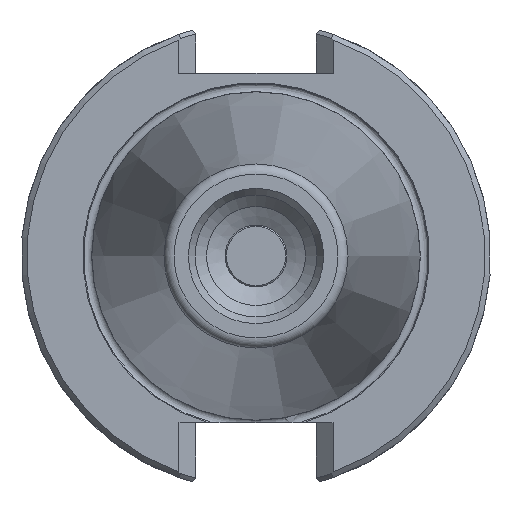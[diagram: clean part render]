
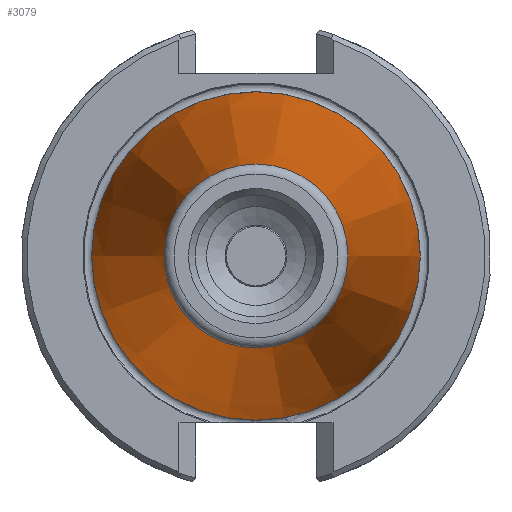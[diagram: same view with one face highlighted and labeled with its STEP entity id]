
A CAD part, left-side view. The second image highlights one B-rep face of the part: STEP entity #3079.
In plain terms, the highlighted conical face has half-angle 8.297 degrees and reference radius 17.248 mm.
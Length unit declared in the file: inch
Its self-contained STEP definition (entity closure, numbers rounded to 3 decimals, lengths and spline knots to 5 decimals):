
#502=FACE_OUTER_BOUND('',#686,.T.);
#686=EDGE_LOOP('',(#2633,#2634,#2635,#2636,#2637));
#886=LINE('',#6099,#1091);
#1091=VECTOR('',#4152,0.67904);
#1278=CIRCLE('',#3475,0.875);
#1283=CIRCLE('',#3485,0.48982);
#1284=CIRCLE('',#3486,0.48982);
#1528=VERTEX_POINT('',#6070);
#1533=VERTEX_POINT('',#6090);
#1534=VERTEX_POINT('',#6091);
#1913=EDGE_CURVE('',#1528,#1528,#1278,.T.);
#1922=EDGE_CURVE('',#1533,#1534,#1283,.T.);
#1923=EDGE_CURVE('',#1534,#1533,#1284,.T.);
#1926=EDGE_CURVE('',#1528,#1534,#886,.T.);
#2633=ORIENTED_EDGE('',*,*,#1913,.F.);
#2634=ORIENTED_EDGE('',*,*,#1926,.T.);
#2635=ORIENTED_EDGE('',*,*,#1922,.F.);
#2636=ORIENTED_EDGE('',*,*,#1923,.F.);
#2637=ORIENTED_EDGE('',*,*,#1926,.F.);
#2969=CONICAL_SURFACE('',#3490,0.67904,0.145);
#3079=ADVANCED_FACE('',(#502),#2969,.T.);
#3475=AXIS2_PLACEMENT_3D('',#6072,#4116,#4117);
#3485=AXIS2_PLACEMENT_3D('',#6092,#4140,#4141);
#3486=AXIS2_PLACEMENT_3D('',#6093,#4142,#4143);
#3490=AXIS2_PLACEMENT_3D('',#6098,#4150,#4151);
#4116=DIRECTION('center_axis',(1.,0.,0.));
#4117=DIRECTION('ref_axis',(0.,1.,0.));
#4140=DIRECTION('center_axis',(-1.,0.,0.));
#4141=DIRECTION('ref_axis',(0.,-1.,0.));
#4142=DIRECTION('center_axis',(-1.,0.,0.));
#4143=DIRECTION('ref_axis',(0.,-1.,0.));
#4150=DIRECTION('center_axis',(1.,0.,0.));
#4151=DIRECTION('ref_axis',(0.,1.,0.));
#4152=DIRECTION('',(-0.99,0.144,0.));
#6070=CARTESIAN_POINT('',(0.,-0.875,0.));
#6072=CARTESIAN_POINT('Origin',(0.,0.,0.));
#6090=CARTESIAN_POINT('',(-2.64129,0.,0.48982));
#6091=CARTESIAN_POINT('',(-2.64129,-0.48982,0.));
#6092=CARTESIAN_POINT('Origin',(-2.64129,0.,
0.));
#6093=CARTESIAN_POINT('Origin',(-2.64129,0.,
0.));
#6098=CARTESIAN_POINT('Origin',(-1.34375,0.,0.));
#6099=CARTESIAN_POINT('',(-1.34375,-0.67904,0.));
